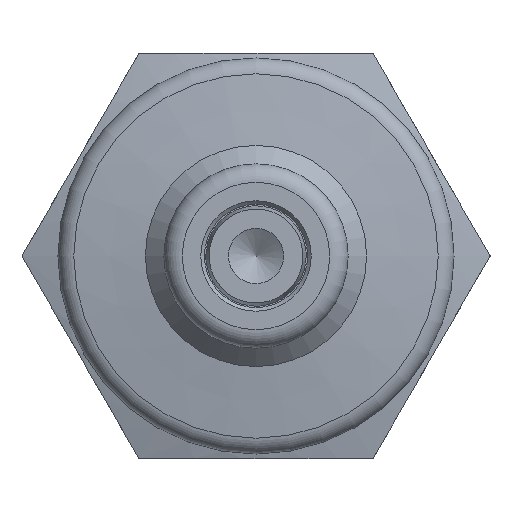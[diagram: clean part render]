
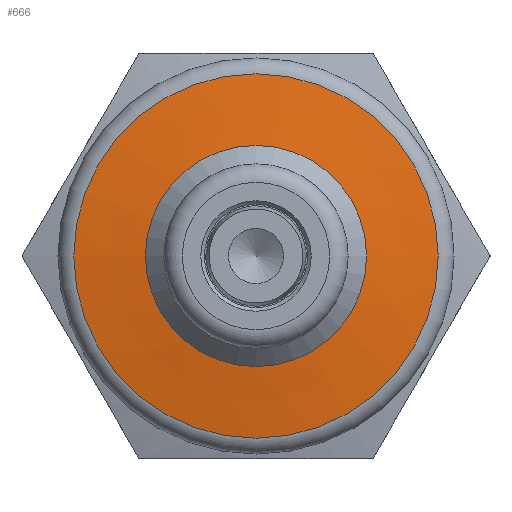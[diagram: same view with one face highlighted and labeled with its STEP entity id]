
A CAD part, left-side view. The second image highlights one B-rep face of the part: STEP entity #666.
In plain terms, the highlighted conical face has half-angle 82 degrees and reference radius 8.375 mm.
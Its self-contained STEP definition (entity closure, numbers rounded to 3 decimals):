
#27=CONICAL_SURFACE('',#753,8.375,1.431);
#44=LINE('',#1096,#74);
#74=VECTOR('',#893,8.375);
#169=FACE_OUTER_BOUND('',#210,.T.);
#210=EDGE_LOOP('',(#504,#505,#506,#507,#508));
#246=CIRCLE('',#724,6.);
#267=CIRCLE('',#754,9.889);
#268=CIRCLE('',#755,9.889);
#299=VERTEX_POINT('',#1039);
#317=VERTEX_POINT('',#1093);
#318=VERTEX_POINT('',#1094);
#361=EDGE_CURVE('',#299,#299,#246,.T.);
#388=EDGE_CURVE('',#317,#318,#267,.T.);
#389=EDGE_CURVE('',#317,#299,#44,.T.);
#390=EDGE_CURVE('',#318,#317,#268,.T.);
#504=ORIENTED_EDGE('',*,*,#388,.F.);
#505=ORIENTED_EDGE('',*,*,#389,.T.);
#506=ORIENTED_EDGE('',*,*,#361,.T.);
#507=ORIENTED_EDGE('',*,*,#389,.F.);
#508=ORIENTED_EDGE('',*,*,#390,.F.);
#666=ADVANCED_FACE('',(#169),#27,.T.);
#724=AXIS2_PLACEMENT_3D('',#1040,#825,#826);
#753=AXIS2_PLACEMENT_3D('',#1092,#889,#890);
#754=AXIS2_PLACEMENT_3D('',#1095,#891,#892);
#755=AXIS2_PLACEMENT_3D('',#1097,#894,#895);
#825=DIRECTION('center_axis',(1.,0.,0.));
#826=DIRECTION('ref_axis',(0.,1.,0.));
#889=DIRECTION('center_axis',(1.,0.,0.));
#890=DIRECTION('ref_axis',(0.,1.,0.));
#891=DIRECTION('center_axis',(1.,0.,0.));
#892=DIRECTION('ref_axis',(0.,-1.,0.));
#893=DIRECTION('',(-0.139,0.99,0.));
#894=DIRECTION('center_axis',(1.,0.,0.));
#895=DIRECTION('ref_axis',(0.,-1.,0.));
#1039=CARTESIAN_POINT('',(20.,-6.,0.));
#1040=CARTESIAN_POINT('Origin',(20.,0.,0.));
#1092=CARTESIAN_POINT('Origin',(20.334,0.,0.));
#1093=CARTESIAN_POINT('',(20.547,-9.889,0.));
#1094=CARTESIAN_POINT('',(20.547,0.,9.889));
#1095=CARTESIAN_POINT('Origin',(20.547,0.,0.));
#1096=CARTESIAN_POINT('',(20.334,-8.375,0.));
#1097=CARTESIAN_POINT('Origin',(20.547,0.,0.));
